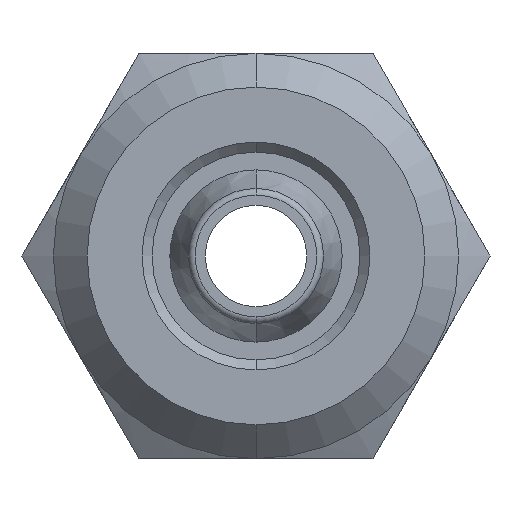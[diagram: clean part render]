
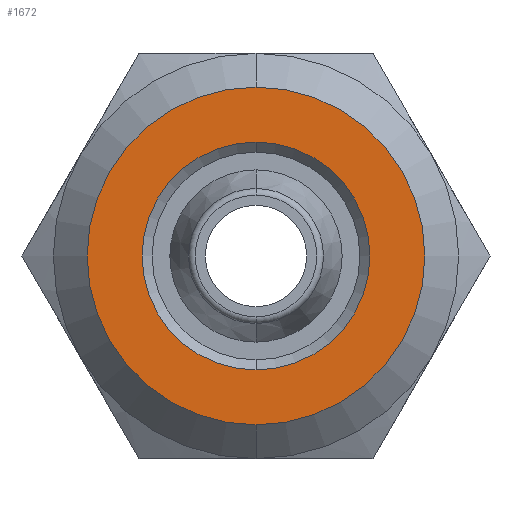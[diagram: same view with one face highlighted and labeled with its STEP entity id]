
A CAD part, front view. The second image highlights one B-rep face of the part: STEP entity #1672.
In plain terms, the highlighted planar face has unit normal (0, -1, 0).
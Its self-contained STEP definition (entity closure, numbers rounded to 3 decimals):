
#310 = CARTESIAN_POINT ( 'NONE',  ( 0., 2.5, 0. ) ) ;
#311 = DIRECTION ( 'NONE',  ( 0., 1., 0. ) ) ;
#312 = DIRECTION ( 'NONE',  ( 0., 0., 1. ) ) ;
#506 = CARTESIAN_POINT ( 'NONE',  ( 0., 2.5, 0. ) ) ;
#507 = DIRECTION ( 'NONE',  ( 0., 1., 0. ) ) ;
#508 = DIRECTION ( 'NONE',  ( 0., 0., 1. ) ) ;
#666 = CARTESIAN_POINT ( 'NONE',  ( 0., 2.5, 0. ) ) ;
#667 = DIRECTION ( 'NONE',  ( 0., 1., 0. ) ) ;
#668 = DIRECTION ( 'NONE',  ( 0., 0., 1. ) ) ;
#669 = CARTESIAN_POINT ( 'NONE',  ( 0., 2.5, 0. ) ) ;
#882 = PLANE ( 'NONE',  #1010 ) ;
#883 = CARTESIAN_POINT ( 'NONE',  ( 5., 2.5, 0. ) ) ;
#884 = DIRECTION ( 'NONE',  ( 0., -1., 0. ) ) ;
#885 = DIRECTION ( 'NONE',  ( 0., 0., -1. ) ) ;
#1010 = AXIS2_PLACEMENT_3D ( 'NONE', #883, #884, #885 ) ;
#1155 = DIRECTION ( 'NONE',  ( 0., 1., 0. ) ) ;
#1156 = DIRECTION ( 'NONE',  ( 0., 0., 1. ) ) ;
#1428 = EDGE_CURVE ( 'NONE', #2330, #2154, #2241, .T. ) ;
#1429 = EDGE_CURVE ( 'NONE', #2151, #2149, #2234, .T. ) ;
#1672 = ADVANCED_FACE ( 'NONE', ( #2897, #2899 ), #882, .T. ) ;
#1874 = CIRCLE ( 'NONE', #1876, 5. ) ;
#1876 = AXIS2_PLACEMENT_3D ( 'NONE', #310, #311, #312 ) ;
#1953 = CARTESIAN_POINT ( 'NONE',  ( 0., 2.5, -3.375 ) ) ;
#1955 = CARTESIAN_POINT ( 'NONE',  ( 0., 2.5, 3.375 ) ) ;
#1958 = CARTESIAN_POINT ( 'NONE',  ( 0., 2.5, 5. ) ) ;
#1980 = CARTESIAN_POINT ( 'NONE',  ( 0., 2.5, -5. ) ) ;
#2149 = VERTEX_POINT ( 'NONE', #1953 ) ;
#2151 = VERTEX_POINT ( 'NONE', #1955 ) ;
#2154 = VERTEX_POINT ( 'NONE', #1958 ) ;
#2189 = CIRCLE ( 'NONE', #2199, 3.375 ) ;
#2199 = AXIS2_PLACEMENT_3D ( 'NONE', #506, #507, #508 ) ;
#2216 = ORIENTED_EDGE ( 'NONE', *, *, #1429, .T. ) ;
#2217 = ORIENTED_EDGE ( 'NONE', *, *, #1428, .F. ) ;
#2220 = ORIENTED_EDGE ( 'NONE', *, *, #2985, .T. ) ;
#2221 = AXIS2_PLACEMENT_3D ( 'NONE', #666, #667, #668 ) ;
#2234 = CIRCLE ( 'NONE', #2239, 3.375 ) ;
#2239 = AXIS2_PLACEMENT_3D ( 'NONE', #669, #1155, #1156 ) ;
#2241 = CIRCLE ( 'NONE', #2221, 5. ) ;
#2319 = ORIENTED_EDGE ( 'NONE', *, *, #2667, .F. ) ;
#2330 = VERTEX_POINT ( 'NONE', #1980 ) ;
#2373 = EDGE_LOOP ( 'NONE', ( #2220, #2216 ) ) ;
#2374 = EDGE_LOOP ( 'NONE', ( #2319, #2217 ) ) ;
#2667 = EDGE_CURVE ( 'NONE', #2154, #2330, #1874, .T. ) ;
#2897 = FACE_BOUND ( 'NONE', #2373, .T. ) ;
#2899 = FACE_OUTER_BOUND ( 'NONE', #2374, .T. ) ;
#2985 = EDGE_CURVE ( 'NONE', #2149, #2151, #2189, .T. ) ;
